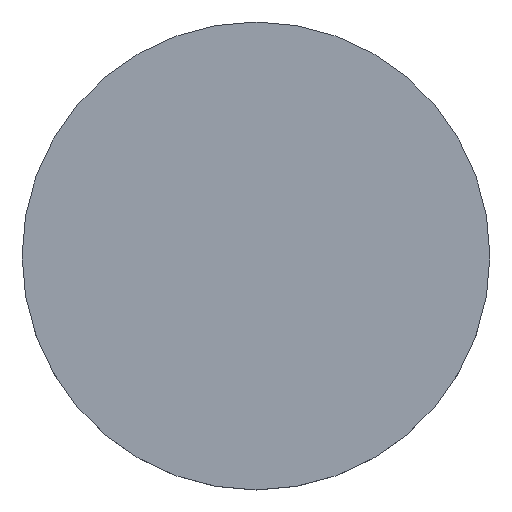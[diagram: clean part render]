
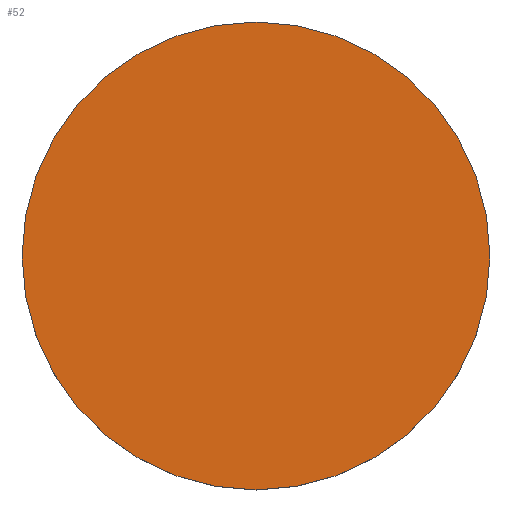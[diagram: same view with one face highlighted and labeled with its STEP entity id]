
A CAD part, top view. The second image highlights one B-rep face of the part: STEP entity #52.
In plain terms, the highlighted planar face has unit normal (0, 0, 1).
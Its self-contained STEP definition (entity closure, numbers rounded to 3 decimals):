
#2 = VERTEX_POINT ( 'NONE', #56 ) ;
#3 = EDGE_CURVE ( 'NONE', #14, #2, #129, .T. ) ;
#6 = DIRECTION ( 'NONE',  ( 1., 0., 0. ) ) ;
#14 = VERTEX_POINT ( 'NONE', #227 ) ;
#30 = ORIENTED_EDGE ( 'NONE', *, *, #3, .F. ) ;
#40 = DIRECTION ( 'NONE',  ( 0., 0., -1. ) ) ;
#52 = ADVANCED_FACE ( 'NONE', ( #224 ), #154, .T. ) ;
#56 = CARTESIAN_POINT ( 'NONE',  ( -12.7, 0., 2.6 ) ) ;
#61 = CARTESIAN_POINT ( 'NONE',  ( 0., 0., 2.6 ) ) ;
#75 = CARTESIAN_POINT ( 'NONE',  ( 0., 0., 2.6 ) ) ;
#93 = EDGE_LOOP ( 'NONE', ( #30, #161 ) ) ;
#114 = DIRECTION ( 'NONE',  ( 0., 0., 1. ) ) ;
#118 = EDGE_CURVE ( 'NONE', #2, #14, #171, .T. ) ;
#119 = DIRECTION ( 'NONE',  ( 0., 0., -1. ) ) ;
#129 = CIRCLE ( 'NONE', #195, 12.7 ) ;
#154 = PLANE ( 'NONE',  #205 ) ;
#158 = DIRECTION ( 'NONE',  ( 1., 0., 0. ) ) ;
#161 = ORIENTED_EDGE ( 'NONE', *, *, #118, .F. ) ;
#171 = CIRCLE ( 'NONE', #189, 12.7 ) ;
#189 = AXIS2_PLACEMENT_3D ( 'NONE', #61, #119, #158 ) ;
#195 = AXIS2_PLACEMENT_3D ( 'NONE', #75, #40, #208 ) ;
#205 = AXIS2_PLACEMENT_3D ( 'NONE', #211, #114, #6 ) ;
#208 = DIRECTION ( 'NONE',  ( 1., 0., 0. ) ) ;
#211 = CARTESIAN_POINT ( 'NONE',  ( 0., 26.112, 2.6 ) ) ;
#224 = FACE_OUTER_BOUND ( 'NONE', #93, .T. ) ;
#227 = CARTESIAN_POINT ( 'NONE',  ( 12.7, 0., 2.6 ) ) ;
